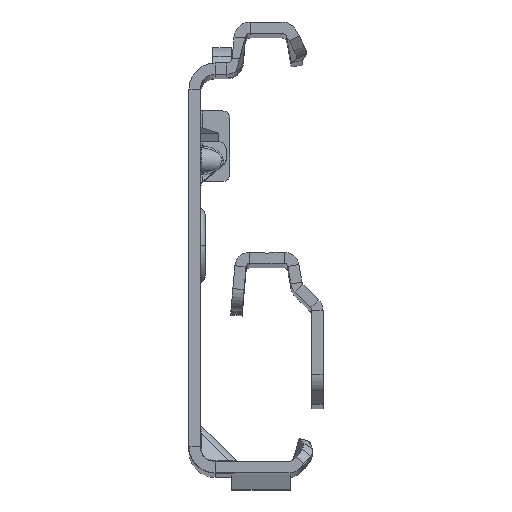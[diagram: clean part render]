
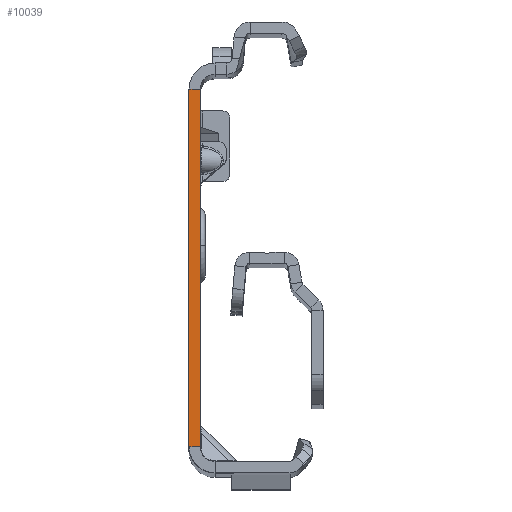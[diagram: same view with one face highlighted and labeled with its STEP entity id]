
A CAD part, top view. The second image highlights one B-rep face of the part: STEP entity #10039.
In plain terms, the highlighted planar face has unit normal (0, 0, 1).
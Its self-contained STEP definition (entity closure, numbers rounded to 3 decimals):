
#246 = CARTESIAN_POINT ( 'NONE',  ( 0., -25.865, 0. ) ) ;
#1356 = ORIENTED_EDGE ( 'NONE', *, *, #49893, .F. ) ;
#3312 = EDGE_CURVE ( 'NONE', #51014, #19939, #38495, .T. ) ;
#4864 = CARTESIAN_POINT ( 'NONE',  ( -1.5, -27.865, 0. ) ) ;
#6679 = LINE ( 'NONE', #50999, #22659 ) ;
#7974 = LINE ( 'NONE', #33120, #30763 ) ;
#10039 = ADVANCED_FACE ( 'NONE', ( #41816 ), #50723, .T. ) ;
#12533 = VERTEX_POINT ( 'NONE', #15760 ) ;
#13785 = VECTOR ( 'NONE', #33392, 1000. ) ;
#14220 = ORIENTED_EDGE ( 'NONE', *, *, #3312, .F. ) ;
#14299 = DIRECTION ( 'NONE',  ( 0., -1., 0. ) ) ;
#15760 = CARTESIAN_POINT ( 'NONE',  ( -1.5, 22.135, 0. ) ) ;
#16755 = AXIS2_PLACEMENT_3D ( 'NONE', #4864, #30248, #21326 ) ;
#17079 = CARTESIAN_POINT ( 'NONE',  ( -1.5, -25.865, 0. ) ) ;
#19486 = ORIENTED_EDGE ( 'NONE', *, *, #33430, .T. ) ;
#19939 = VERTEX_POINT ( 'NONE', #39711 ) ;
#21298 = LINE ( 'NONE', #246, #33117 ) ;
#21326 = DIRECTION ( 'NONE',  ( 1., 0., 0. ) ) ;
#22330 = VERTEX_POINT ( 'NONE', #17079 ) ;
#22659 = VECTOR ( 'NONE', #14299, 1000. ) ;
#27001 = EDGE_CURVE ( 'NONE', #51014, #12533, #7974, .T. ) ;
#29951 = DIRECTION ( 'NONE',  ( -1., 0., 0. ) ) ;
#30248 = DIRECTION ( 'NONE',  ( 0., 0., 1. ) ) ;
#30763 = VECTOR ( 'NONE', #45764, 1000. ) ;
#33117 = VECTOR ( 'NONE', #29951, 1000. ) ;
#33120 = CARTESIAN_POINT ( 'NONE',  ( 0., 22.135, 0. ) ) ;
#33392 = DIRECTION ( 'NONE',  ( 0., -1., 0. ) ) ;
#33430 = EDGE_CURVE ( 'NONE', #12533, #22330, #6679, .T. ) ;
#37451 = CARTESIAN_POINT ( 'NONE',  ( 0., -27.865, 0. ) ) ;
#38495 = LINE ( 'NONE', #37451, #13785 ) ;
#39711 = CARTESIAN_POINT ( 'NONE',  ( 0., -25.865, 0. ) ) ;
#41199 = CARTESIAN_POINT ( 'NONE',  ( 0., 22.135, 0. ) ) ;
#41816 = FACE_OUTER_BOUND ( 'NONE', #53251, .T. ) ;
#44661 = ORIENTED_EDGE ( 'NONE', *, *, #27001, .T. ) ;
#45764 = DIRECTION ( 'NONE',  ( -1., 0., 0. ) ) ;
#49893 = EDGE_CURVE ( 'NONE', #19939, #22330, #21298, .T. ) ;
#50723 = PLANE ( 'NONE',  #16755 ) ;
#50999 = CARTESIAN_POINT ( 'NONE',  ( -1.5, -27.865, 0. ) ) ;
#51014 = VERTEX_POINT ( 'NONE', #41199 ) ;
#53251 = EDGE_LOOP ( 'NONE', ( #14220, #44661, #19486, #1356 ) ) ;
